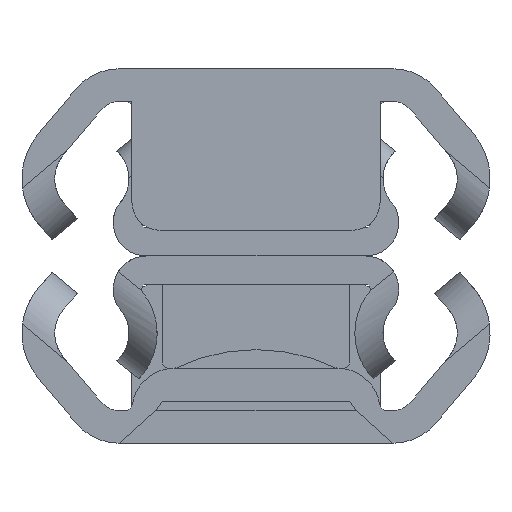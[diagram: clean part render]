
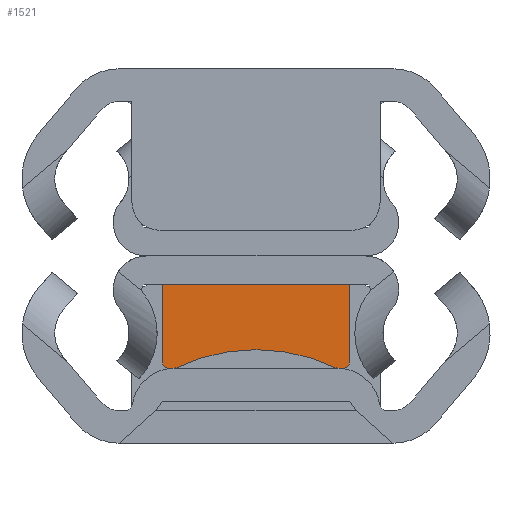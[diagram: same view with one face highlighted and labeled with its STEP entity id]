
A CAD part, left-side view. The second image highlights one B-rep face of the part: STEP entity #1521.
In plain terms, the highlighted face is planar.
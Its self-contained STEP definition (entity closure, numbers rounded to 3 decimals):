
#15 = FACE_OUTER_BOUND ( 'NONE', #671, .T. ) ;
#65 = CARTESIAN_POINT ( 'NONE',  ( -4.8, -3.464, -145.8 ) ) ;
#75 = CIRCLE ( 'NONE', #2167, 7.9 ) ;
#120 = LINE ( 'NONE', #2613, #376 ) ;
#169 = CARTESIAN_POINT ( 'NONE',  ( -1.2, 0., -145.8 ) ) ;
#258 = ORIENTED_EDGE ( 'NONE', *, *, #2358, .F. ) ;
#345 = CARTESIAN_POINT ( 'NONE',  ( -4.8, 0., -145.8 ) ) ;
#376 = VECTOR ( 'NONE', #1796, 1000. ) ;
#393 = DIRECTION ( 'NONE',  ( 0., -1., 0. ) ) ;
#398 = VERTEX_POINT ( 'NONE', #731 ) ;
#402 = EDGE_CURVE ( 'NONE', #625, #3691, #2107, .T. ) ;
#436 = ORIENTED_EDGE ( 'NONE', *, *, #547, .F. ) ;
#446 = VECTOR ( 'NONE', #393, 1000. ) ;
#499 = CARTESIAN_POINT ( 'NONE',  ( -4.8, 3.7, -145.8 ) ) ;
#528 = CARTESIAN_POINT ( 'NONE',  ( -4.5, -3.7, -145.8 ) ) ;
#540 = CARTESIAN_POINT ( 'NONE',  ( -1.2, 4., -145.8 ) ) ;
#547 = EDGE_CURVE ( 'NONE', #2035, #3691, #3102, .T. ) ;
#583 = EDGE_CURVE ( 'NONE', #398, #3237, #2520, .T. ) ;
#611 = CARTESIAN_POINT ( 'NONE',  ( -1.2, 4., -145.8 ) ) ;
#625 = VERTEX_POINT ( 'NONE', #2539 ) ;
#670 = VECTOR ( 'NONE', #3364, 1000. ) ;
#671 = EDGE_LOOP ( 'NONE', ( #2932, #1144, #258, #3685, #2332, #2626, #436, #2236 ) ) ;
#672 = VERTEX_POINT ( 'NONE', #65 ) ;
#706 = CARTESIAN_POINT ( 'NONE',  ( -4.8, 3.464, -145.8 ) ) ;
#731 = CARTESIAN_POINT ( 'NONE',  ( -4.8, -3.7, -145.8 ) ) ;
#761 = CARTESIAN_POINT ( 'NONE',  ( -1.2, -4., -145.8 ) ) ;
#951 = EDGE_CURVE ( 'NONE', #625, #2875, #3059, .T. ) ;
#979 = VERTEX_POINT ( 'NONE', #761 ) ;
#1013 = EDGE_CURVE ( 'NONE', #2035, #672, #75, .T. ) ;
#1101 = DIRECTION ( 'NONE',  ( 0., 0., -1. ) ) ;
#1144 = ORIENTED_EDGE ( 'NONE', *, *, #583, .T. ) ;
#1157 = DIRECTION ( 'NONE',  ( 1., 0., 0. ) ) ;
#1207 = AXIS2_PLACEMENT_3D ( 'NONE', #528, #2783, #1404 ) ;
#1404 = DIRECTION ( 'NONE',  ( 1., 0., 0. ) ) ;
#1455 = DIRECTION ( 'NONE',  ( 0., 0., 1. ) ) ;
#1473 = CARTESIAN_POINT ( 'NONE',  ( 0., 0., -145.8 ) ) ;
#1500 = LINE ( 'NONE', #345, #3185 ) ;
#1521 = ADVANCED_FACE ( 'NONE', ( #15 ), #2306, .T. ) ;
#1796 = DIRECTION ( 'NONE',  ( -1., 0., 0. ) ) ;
#1881 = CARTESIAN_POINT ( 'NONE',  ( -4.5, 3.7, -145.8 ) ) ;
#2035 = VERTEX_POINT ( 'NONE', #706 ) ;
#2107 = CIRCLE ( 'NONE', #2454, 0.3 ) ;
#2111 = EDGE_CURVE ( 'NONE', #2875, #979, #3004, .T. ) ;
#2167 = AXIS2_PLACEMENT_3D ( 'NONE', #2183, #1101, #2239 ) ;
#2183 = CARTESIAN_POINT ( 'NONE',  ( -11.9, 0., -145.8 ) ) ;
#2236 = ORIENTED_EDGE ( 'NONE', *, *, #1013, .T. ) ;
#2239 = DIRECTION ( 'NONE',  ( -1., 0., 0. ) ) ;
#2306 = PLANE ( 'NONE',  #2463 ) ;
#2317 = CARTESIAN_POINT ( 'NONE',  ( -4.5, -4., -145.8 ) ) ;
#2332 = ORIENTED_EDGE ( 'NONE', *, *, #951, .F. ) ;
#2358 = EDGE_CURVE ( 'NONE', #979, #3237, #120, .T. ) ;
#2454 = AXIS2_PLACEMENT_3D ( 'NONE', #1881, #3562, #3592 ) ;
#2463 = AXIS2_PLACEMENT_3D ( 'NONE', #1473, #1455, #1157 ) ;
#2520 = CIRCLE ( 'NONE', #1207, 0.3 ) ;
#2539 = CARTESIAN_POINT ( 'NONE',  ( -4.5, 4., -145.8 ) ) ;
#2613 = CARTESIAN_POINT ( 'NONE',  ( -4.8, -4., -145.8 ) ) ;
#2626 = ORIENTED_EDGE ( 'NONE', *, *, #402, .T. ) ;
#2745 = DIRECTION ( 'NONE',  ( 0., 1., 0. ) ) ;
#2783 = DIRECTION ( 'NONE',  ( 0., 0., 1. ) ) ;
#2875 = VERTEX_POINT ( 'NONE', #611 ) ;
#2932 = ORIENTED_EDGE ( 'NONE', *, *, #3411, .F. ) ;
#3004 = LINE ( 'NONE', #169, #446 ) ;
#3059 = LINE ( 'NONE', #540, #3473 ) ;
#3102 = LINE ( 'NONE', #3328, #670 ) ;
#3185 = VECTOR ( 'NONE', #2745, 1000. ) ;
#3237 = VERTEX_POINT ( 'NONE', #2317 ) ;
#3328 = CARTESIAN_POINT ( 'NONE',  ( -4.8, 0., -145.8 ) ) ;
#3364 = DIRECTION ( 'NONE',  ( 0., 1., 0. ) ) ;
#3411 = EDGE_CURVE ( 'NONE', #398, #672, #1500, .T. ) ;
#3473 = VECTOR ( 'NONE', #3680, 1000. ) ;
#3562 = DIRECTION ( 'NONE',  ( 0., 0., 1. ) ) ;
#3592 = DIRECTION ( 'NONE',  ( 1., 0., 0. ) ) ;
#3680 = DIRECTION ( 'NONE',  ( 1., 0., 0. ) ) ;
#3685 = ORIENTED_EDGE ( 'NONE', *, *, #2111, .F. ) ;
#3691 = VERTEX_POINT ( 'NONE', #499 ) ;
